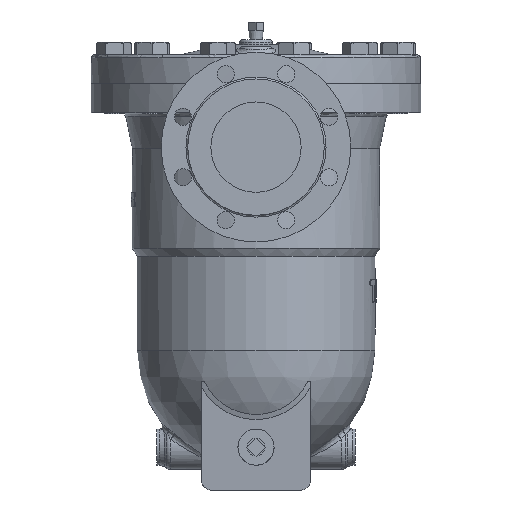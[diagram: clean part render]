
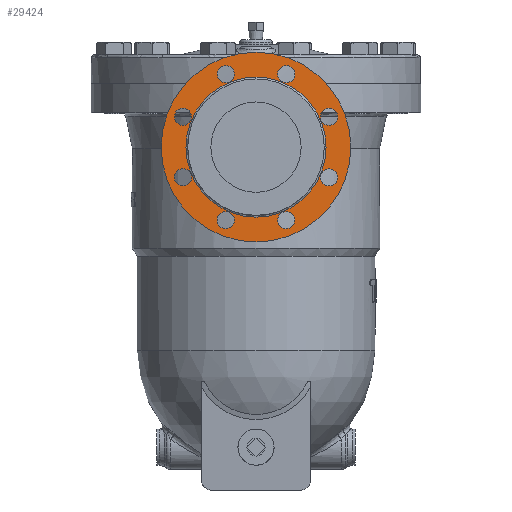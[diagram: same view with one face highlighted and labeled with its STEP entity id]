
A CAD part, left-side view. The second image highlights one B-rep face of the part: STEP entity #29424.
In plain terms, the highlighted planar face has unit normal (-1, 0, 0).
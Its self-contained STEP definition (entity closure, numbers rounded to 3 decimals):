
#29285=CARTESIAN_POINT('',(-253.,0.0,35.));
#29286=VERTEX_POINT('',#29285);
#29287=CARTESIAN_POINT('',(-253.0,0.0,-70.));
#29288=DIRECTION('',(-1.0,0.0,0.0));
#29289=DIRECTION('',(0.0,0.0,1.0));
#29290=AXIS2_PLACEMENT_3D('',#29287,#29288,#29289);
#29291=CIRCLE('',#29290,105.0);
#29292=EDGE_CURVE('',#29286,#29286,#29291,.T.);
#29317=CARTESIAN_POINT('',(-253.,0.0,20.25));
#29318=DIRECTION('',(-1.0,0.0,0.0));
#29319=DIRECTION('',(0.0,0.0,1.0));
#29320=AXIS2_PLACEMENT_3D('',#29317,#29318,#29319);
#29321=PLANE('',#29320);
#29322=ORIENTED_EDGE('',*,*,#29292,.T.);
#29323=EDGE_LOOP('',(#29322));
#29324=FACE_OUTER_BOUND('',#29323,.T.);
#29325=CARTESIAN_POINT('',(-253.,-40.202,17.557));
#29326=VERTEX_POINT('',#29325);
#29327=CARTESIAN_POINT('',(-253.,-33.485,10.839));
#29328=DIRECTION('',(1.0,0.,0.));
#29329=DIRECTION('',(0.,-0.707,0.707));
#29330=AXIS2_PLACEMENT_3D('',#29327,#29328,#29329);
#29331=CIRCLE('',#29330,9.5);
#29332=EDGE_CURVE('',#29326,#29326,#29331,.T.);
#29333=ORIENTED_EDGE('',*,*,#29332,.T.);
#29334=EDGE_LOOP('',(#29333));
#29335=FACE_BOUND('',#29334,.T.);
#29336=CARTESIAN_POINT('',(-253.,-90.339,-36.515));
#29337=VERTEX_POINT('',#29336);
#29338=CARTESIAN_POINT('',(-253.,-80.839,-36.515));
#29339=DIRECTION('',(1.0,0.0,0.0));
#29340=DIRECTION('',(0.0,-1.0,0.0));
#29341=AXIS2_PLACEMENT_3D('',#29338,#29339,#29340);
#29342=CIRCLE('',#29341,9.5);
#29343=EDGE_CURVE('',#29337,#29337,#29342,.T.);
#29344=ORIENTED_EDGE('',*,*,#29343,.T.);
#29345=EDGE_LOOP('',(#29344));
#29346=FACE_BOUND('',#29345,.T.);
#29347=CARTESIAN_POINT('',(-253.,-87.557,-110.202));
#29348=VERTEX_POINT('',#29347);
#29349=CARTESIAN_POINT('',(-253.,-80.839,-103.485));
#29350=DIRECTION('',(1.0,0.,0.));
#29351=DIRECTION('',(0.,-0.707,-0.707));
#29352=AXIS2_PLACEMENT_3D('',#29349,#29350,#29351);
#29353=CIRCLE('',#29352,9.5);
#29354=EDGE_CURVE('',#29348,#29348,#29353,.T.);
#29355=ORIENTED_EDGE('',*,*,#29354,.T.);
#29356=EDGE_LOOP('',(#29355));
#29357=FACE_BOUND('',#29356,.T.);
#29358=CARTESIAN_POINT('',(-253.,90.339,-103.485));
#29359=VERTEX_POINT('',#29358);
#29360=CARTESIAN_POINT('',(-253.,80.839,-103.485));
#29361=DIRECTION('',(1.0,0.0,0.0));
#29362=DIRECTION('',(0.0,1.0,0.0));
#29363=AXIS2_PLACEMENT_3D('',#29360,#29361,#29362);
#29364=CIRCLE('',#29363,9.5);
#29365=EDGE_CURVE('',#29359,#29359,#29364,.T.);
#29366=ORIENTED_EDGE('',*,*,#29365,.T.);
#29367=EDGE_LOOP('',(#29366));
#29368=FACE_BOUND('',#29367,.T.);
#29369=CARTESIAN_POINT('',(-253.,87.557,-29.798));
#29370=VERTEX_POINT('',#29369);
#29371=CARTESIAN_POINT('',(-253.,80.839,-36.515));
#29372=DIRECTION('',(1.,0.,0.));
#29373=DIRECTION('',(0.,0.707,0.707));
#29374=AXIS2_PLACEMENT_3D('',#29371,#29372,#29373);
#29375=CIRCLE('',#29374,9.5);
#29376=EDGE_CURVE('',#29370,#29370,#29375,.T.);
#29377=ORIENTED_EDGE('',*,*,#29376,.T.);
#29378=EDGE_LOOP('',(#29377));
#29379=FACE_BOUND('',#29378,.T.);
#29380=CARTESIAN_POINT('',(-253.,33.485,20.339));
#29381=VERTEX_POINT('',#29380);
#29382=CARTESIAN_POINT('',(-253.,33.485,10.839));
#29383=DIRECTION('',(1.0,0.0,0.0));
#29384=DIRECTION('',(0.0,0.0,1.0));
#29385=AXIS2_PLACEMENT_3D('',#29382,#29383,#29384);
#29386=CIRCLE('',#29385,9.5);
#29387=EDGE_CURVE('',#29381,#29381,#29386,.T.);
#29388=ORIENTED_EDGE('',*,*,#29387,.T.);
#29389=EDGE_LOOP('',(#29388));
#29390=FACE_BOUND('',#29389,.T.);
#29391=CARTESIAN_POINT('',(-253.,0.0,7.5));
#29392=VERTEX_POINT('',#29391);
#29393=CARTESIAN_POINT('',(-253.0,0.0,-70.));
#29394=DIRECTION('',(-1.0,0.0,0.0));
#29395=DIRECTION('',(0.0,0.0,-1.0));
#29396=AXIS2_PLACEMENT_3D('',#29393,#29394,#29395);
#29397=CIRCLE('',#29396,77.5);
#29398=EDGE_CURVE('',#29392,#29392,#29397,.T.);
#29399=ORIENTED_EDGE('',*,*,#29398,.F.);
#29400=EDGE_LOOP('',(#29399));
#29401=FACE_BOUND('',#29400,.T.);
#29402=CARTESIAN_POINT('',(-253.,-33.485,-160.339));
#29403=VERTEX_POINT('',#29402);
#29404=CARTESIAN_POINT('',(-253.,-33.485,-150.839));
#29405=DIRECTION('',(1.0,0.0,0.0));
#29406=DIRECTION('',(0.0,0.0,-1.0));
#29407=AXIS2_PLACEMENT_3D('',#29404,#29405,#29406);
#29408=CIRCLE('',#29407,9.5);
#29409=EDGE_CURVE('',#29403,#29403,#29408,.T.);
#29410=ORIENTED_EDGE('',*,*,#29409,.T.);
#29411=EDGE_LOOP('',(#29410));
#29412=FACE_BOUND('',#29411,.T.);
#29413=CARTESIAN_POINT('',(-253.,40.202,-157.557));
#29414=VERTEX_POINT('',#29413);
#29415=CARTESIAN_POINT('',(-253.,33.485,-150.839));
#29416=DIRECTION('',(1.,0.,0.));
#29417=DIRECTION('',(0.,0.707,-0.707));
#29418=AXIS2_PLACEMENT_3D('',#29415,#29416,#29417);
#29419=CIRCLE('',#29418,9.5);
#29420=EDGE_CURVE('',#29414,#29414,#29419,.T.);
#29421=ORIENTED_EDGE('',*,*,#29420,.T.);
#29422=EDGE_LOOP('',(#29421));
#29423=FACE_BOUND('',#29422,.T.);
#29424=ADVANCED_FACE('',(#29324,#29335,#29346,#29357,#29368,#29379,#29390,#29401,#29412,#29423),#29321,.T.);
